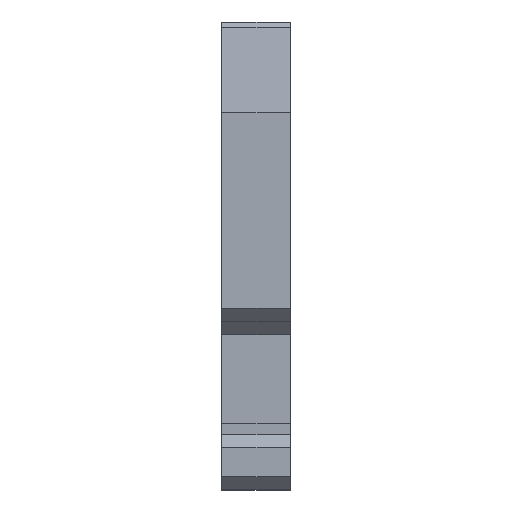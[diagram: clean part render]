
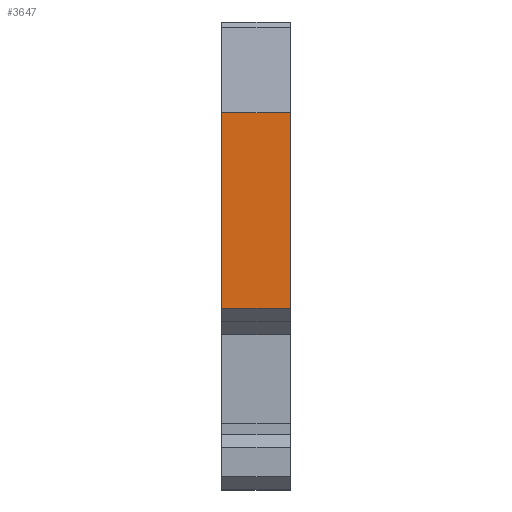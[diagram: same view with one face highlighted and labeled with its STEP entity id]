
A CAD part, left-side view. The second image highlights one B-rep face of the part: STEP entity #3647.
In plain terms, the highlighted free-form (B-spline) face has degree [1, 1] with [2, 2] control points.
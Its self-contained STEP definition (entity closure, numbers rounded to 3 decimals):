
#2059=CARTESIAN_POINT('',(-24.4,-15.995,-7.305));
#2060=VERTEX_POINT('',#2059);
#2076=CARTESIAN_POINT('',(-24.4,-21.195,-7.305));
#2077=VERTEX_POINT('',#2076);
#2086=CARTESIAN_POINT('',(-24.4,-21.195,-7.305));
#2087=CARTESIAN_POINT('',(-24.4,-15.995,-7.305));
#2088=B_SPLINE_CURVE_WITH_KNOTS('',1,(#2086,#2087),.POLYLINE_FORM.,.F.,.U.,(2,2),(0.,1.),.UNSPECIFIED.);
#2089=EDGE_CURVE('',#2077,#2060,#2088,.T.);
#2767=CARTESIAN_POINT('',(-24.4,-15.995,7.491));
#2768=VERTEX_POINT('',#2767);
#2769=CARTESIAN_POINT('',(-24.4,-15.995,-7.305));
#2770=CARTESIAN_POINT('',(-24.4,-15.995,7.491));
#2771=B_SPLINE_CURVE_WITH_KNOTS('',1,(#2769,#2770),.POLYLINE_FORM.,.F.,.U.,(2,2),(0.,1.),.UNSPECIFIED.);
#2772=EDGE_CURVE('',#2060,#2768,#2771,.T.);
#3561=CARTESIAN_POINT('',(-24.4,-21.195,7.491));
#3562=VERTEX_POINT('',#3561);
#3568=CARTESIAN_POINT('',(-24.4,-21.195,-7.305));
#3569=CARTESIAN_POINT('',(-24.4,-21.195,7.491));
#3570=B_SPLINE_CURVE_WITH_KNOTS('',1,(#3568,#3569),.POLYLINE_FORM.,.F.,.U.,(2,2),(0.,1.),.UNSPECIFIED.);
#3571=EDGE_CURVE('',#2077,#3562,#3570,.T.);
#3632=CARTESIAN_POINT('',(-24.4,-21.195,13.932));
#3633=CARTESIAN_POINT('',(-24.4,-15.995,13.932));
#3634=CARTESIAN_POINT('',(-24.4,-21.195,-7.305));
#3635=CARTESIAN_POINT('',(-24.4,-15.995,-7.305));
#3636=B_SPLINE_SURFACE_WITH_KNOTS('',1,1,((#3632,#3633),(#3634,#3635)),.PLANE_SURF.,.F.,.F.,.U.,(2,2),(2,2),(-0.478,1.),(0.,1.),.UNSPECIFIED.);
#3637=ORIENTED_EDGE('',*,*,#2089,.T.);
#3638=ORIENTED_EDGE('',*,*,#2772,.T.);
#3639=CARTESIAN_POINT('',(-24.4,-15.995,7.491));
#3640=CARTESIAN_POINT('',(-24.4,-21.195,7.491));
#3641=B_SPLINE_CURVE_WITH_KNOTS('',1,(#3639,#3640),.POLYLINE_FORM.,.F.,.U.,(2,2),(0.47,0.53),.UNSPECIFIED.);
#3642=EDGE_CURVE('',#2768,#3562,#3641,.T.);
#3643=ORIENTED_EDGE('',*,*,#3642,.T.);
#3644=ORIENTED_EDGE('',*,*,#3571,.F.);
#3645=EDGE_LOOP('',(#3637,#3638,#3643,#3644));
#3646=FACE_OUTER_BOUND('',#3645,.F.);
#3647=ADVANCED_FACE('',(#3646),#3636,.F.);
